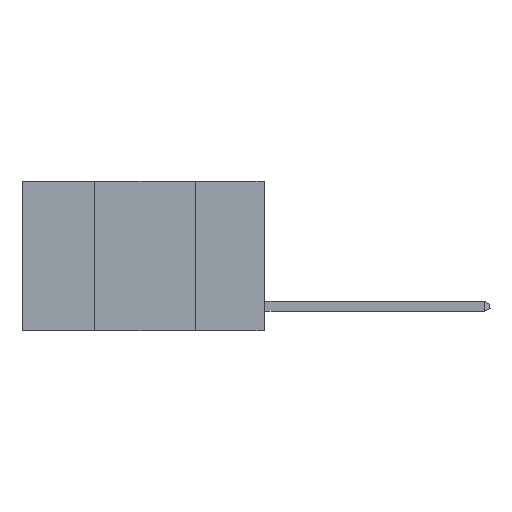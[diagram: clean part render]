
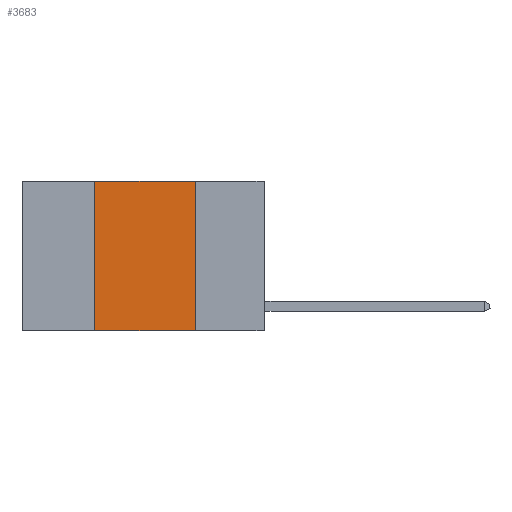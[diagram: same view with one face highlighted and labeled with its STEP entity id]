
A CAD part, left-side view. The second image highlights one B-rep face of the part: STEP entity #3683.
In plain terms, the highlighted planar face has unit normal (-1, 0, 0).
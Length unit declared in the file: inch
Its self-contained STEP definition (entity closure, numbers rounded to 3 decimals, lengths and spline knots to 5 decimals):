
#27 = EDGE_CURVE ( 'NONE', #7539, #4659, #8949, .T. ) ;
#206 = EDGE_LOOP ( 'NONE', ( #8602, #4682, #3330, #8389 ) ) ;
#442 = CARTESIAN_POINT ( 'NONE',  ( 0., 0.6, 0. ) ) ;
#492 = CARTESIAN_POINT ( 'NONE',  ( 0., 0.42, 0. ) ) ;
#1277 = DIRECTION ( 'NONE',  ( 0., 0., -1. ) ) ;
#1691 = VECTOR ( 'NONE', #4400, 39.37008 ) ;
#2114 = CARTESIAN_POINT ( 'NONE',  ( 0., 0.6, 0. ) ) ;
#2493 = VERTEX_POINT ( 'NONE', #10727 ) ;
#2929 = CARTESIAN_POINT ( 'NONE',  ( 0., 0.17, 0. ) ) ;
#2945 = FACE_OUTER_BOUND ( 'NONE', #206, .T. ) ;
#3330 = ORIENTED_EDGE ( 'NONE', *, *, #9098, .F. ) ;
#3528 = CARTESIAN_POINT ( 'NONE',  ( 0., 0.42, 0. ) ) ;
#3683 = ADVANCED_FACE ( 'NONE', ( #2945 ), #4656, .F. ) ;
#4400 = DIRECTION ( 'NONE',  ( 0., 0., 1. ) ) ;
#4429 = DIRECTION ( 'NONE',  ( 0., 0., -1. ) ) ;
#4563 = CARTESIAN_POINT ( 'NONE',  ( 0., 0.42, -0.37 ) ) ;
#4629 = CARTESIAN_POINT ( 'NONE',  ( 0., 0.6, -0.37 ) ) ;
#4656 = PLANE ( 'NONE',  #9839 ) ;
#4659 = VERTEX_POINT ( 'NONE', #5600 ) ;
#4682 = ORIENTED_EDGE ( 'NONE', *, *, #7148, .F. ) ;
#5293 = LINE ( 'NONE', #3528, #1691 ) ;
#5600 = CARTESIAN_POINT ( 'NONE',  ( 0., 0.17, -0.37 ) ) ;
#5866 = VECTOR ( 'NONE', #1277, 39.37008 ) ;
#7148 = EDGE_CURVE ( 'NONE', #8780, #2493, #8173, .T. ) ;
#7539 = VERTEX_POINT ( 'NONE', #4563 ) ;
#7834 = DIRECTION ( 'NONE',  ( 0., -1., 0. ) ) ;
#8172 = DIRECTION ( 'NONE',  ( 0., -1., 0. ) ) ;
#8173 = LINE ( 'NONE', #442, #8643 ) ;
#8389 = ORIENTED_EDGE ( 'NONE', *, *, #27, .T. ) ;
#8602 = ORIENTED_EDGE ( 'NONE', *, *, #8865, .F. ) ;
#8643 = VECTOR ( 'NONE', #7834, 39.37008 ) ;
#8752 = DIRECTION ( 'NONE',  ( 1., 0., 0. ) ) ;
#8780 = VERTEX_POINT ( 'NONE', #492 ) ;
#8865 = EDGE_CURVE ( 'NONE', #2493, #4659, #10714, .T. ) ;
#8949 = LINE ( 'NONE', #4629, #10246 ) ;
#9098 = EDGE_CURVE ( 'NONE', #7539, #8780, #5293, .T. ) ;
#9839 = AXIS2_PLACEMENT_3D ( 'NONE', #2114, #8752, #4429 ) ;
#10246 = VECTOR ( 'NONE', #8172, 39.37008 ) ;
#10714 = LINE ( 'NONE', #2929, #5866 ) ;
#10727 = CARTESIAN_POINT ( 'NONE',  ( 0., 0.17, 0. ) ) ;
